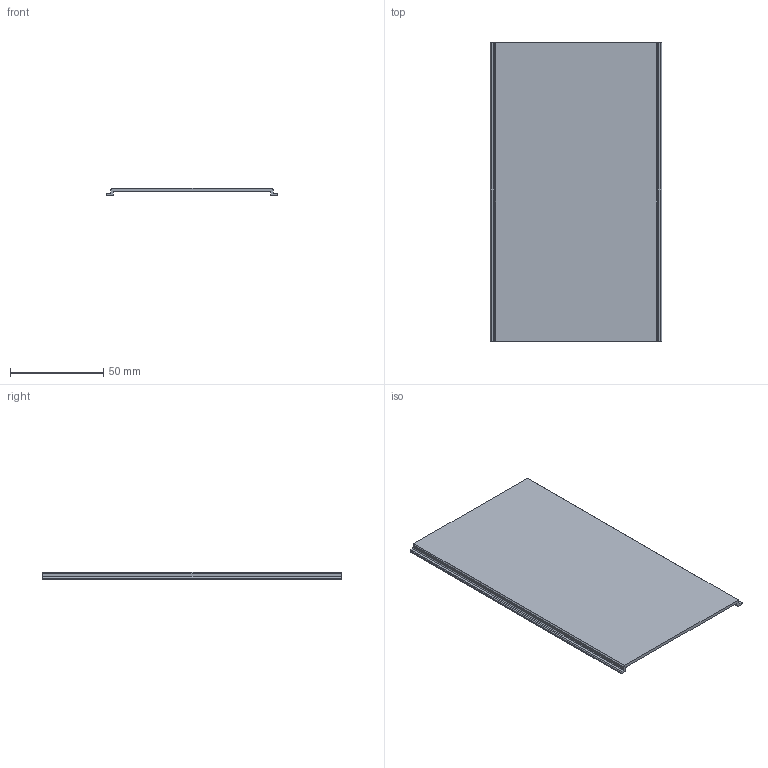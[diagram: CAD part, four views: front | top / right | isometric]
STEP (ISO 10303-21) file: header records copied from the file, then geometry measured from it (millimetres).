
FILE_DESCRIPTION(('FreeCAD Model'),'2;1');
FILE_NAME('case_cover.step','2019-09-15T18:49:48',('Author'),(''), 'Open CASCADE STEP processor 7.3','FreeCAD','Unknown');
FILE_SCHEMA(('AUTOMOTIVE_DESIGN { 1 0 10303 214 1 1 1 1 }'));
Length unit declared in the file: millimetre
Products named in the file (2): 1455_Box_and_Cover_160mm; 1455N_Cover_160mm
Assembly tree (1 placements, depth 2):
  1455_Box_and_Cover_160mm
    1455N_Cover_160mm
Bounding box: 91.9 x 160 x 4.22 mm (x, y, z)
Volume: 25213.2 mm3; surface area: 31396 mm2
Topology: 1 solids, 1 shells, 26 faces, 72 edges, 48 vertices
Faces by surface type: plane 14, cylinder 12
Entity records: 1851 total; most frequent: CARTESIAN_POINT 364, DIRECTION 284, LINE 168, VECTOR 168, ORIENTED_EDGE 144, PCURVE 144, DEFINITIONAL_REPRESENTATION 144, EDGE_CURVE 72
